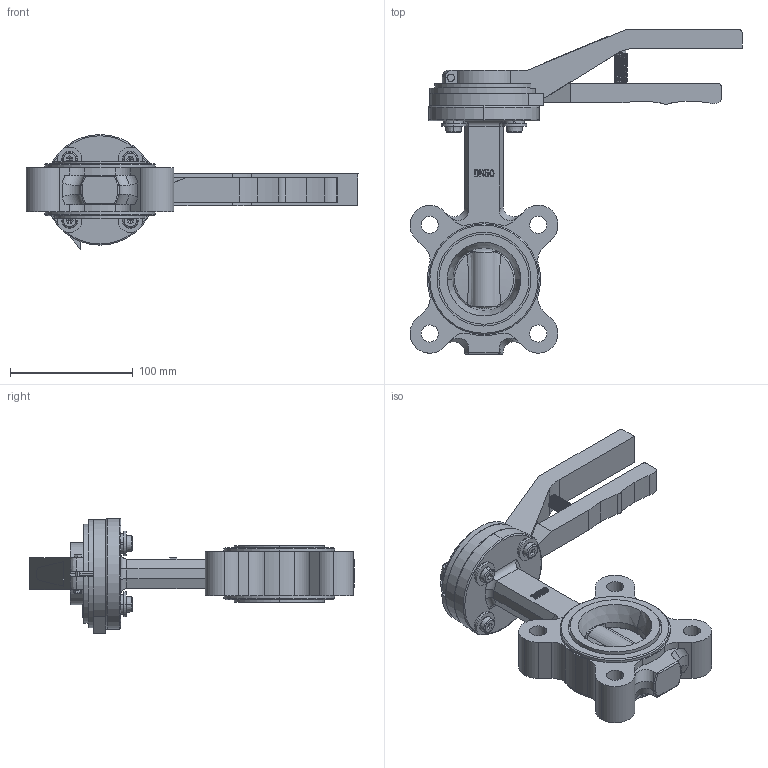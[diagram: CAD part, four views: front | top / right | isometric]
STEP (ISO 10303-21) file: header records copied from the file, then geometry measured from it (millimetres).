
FILE_DESCRIPTION (( 'STEP AP214' ), '1' );
FILE_NAME ('AK201-DN50-PN10-16-Handhebel-Fergo.STEP', '2022-12-14T11:14:59', ( '' ), ( '' ), 'SwSTEP 2.0', 'SolidWorks 2022', '' );
FILE_SCHEMA (( 'AUTOMOTIVE_DESIGN' ));
Length unit declared in the file: millimetre
Products named in the file (1): AK201-DN50-PN10-16-Handhebel-Fergo
Bounding box: 270.19 x 264 x 93.47 mm (x, y, z)
Volume: 700695.4 mm3; surface area: 211774 mm2
Topology: 32 solids, 32 shells, 1015 faces, 2715 edges, 1831 vertices
Faces by surface type: plane 450, cylinder 351, bspline 120, cone 66, torus 28
Entity records: 54651 total; most frequent: CARTESIAN_POINT 18856, ORIENTED_EDGE 5422, DIRECTION 4648, EDGE_CURVE 2711, VERTEX_POINT 1831, AXIS2_PLACEMENT_3D 1694, LINE 1260, VECTOR 1260
